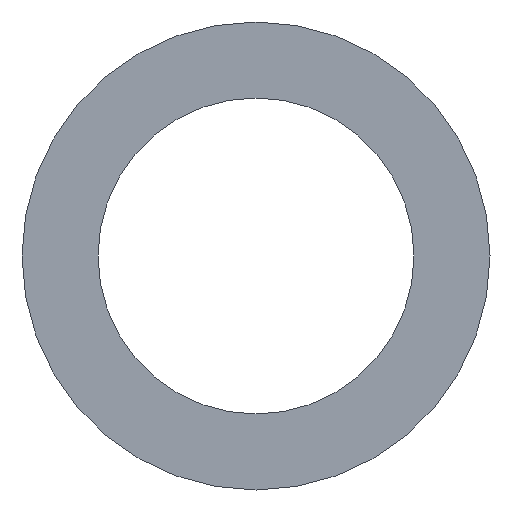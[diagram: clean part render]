
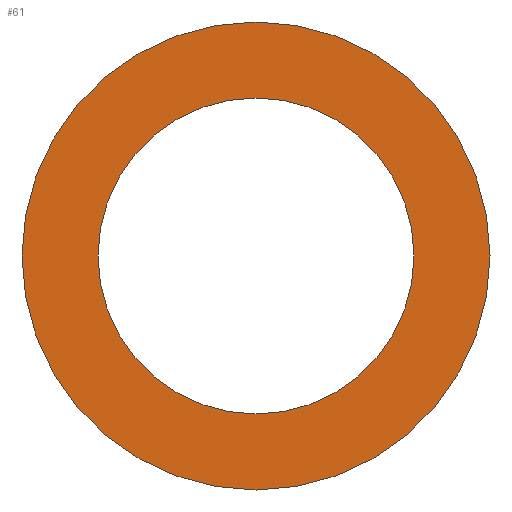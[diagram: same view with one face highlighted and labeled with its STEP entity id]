
A CAD part, front view. The second image highlights one B-rep face of the part: STEP entity #61.
In plain terms, the highlighted planar face has unit normal (0, -1, 0).
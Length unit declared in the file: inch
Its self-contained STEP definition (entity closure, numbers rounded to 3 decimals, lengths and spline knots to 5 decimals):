
#2 = AXIS2_PLACEMENT_3D ( 'NONE', #115, #233, #38 ) ;
#7 = FACE_OUTER_BOUND ( 'NONE', #144, .T. ) ;
#8 = AXIS2_PLACEMENT_3D ( 'NONE', #42, #168, #167 ) ;
#11 = CARTESIAN_POINT ( 'NONE',  ( 0., 0., -0.2755 ) ) ;
#12 = CARTESIAN_POINT ( 'NONE',  ( 0., 0., 0. ) ) ;
#32 = CARTESIAN_POINT ( 'NONE',  ( 0., 0., -0.186 ) ) ;
#38 = DIRECTION ( 'NONE',  ( 0., 0., 1. ) ) ;
#40 = CARTESIAN_POINT ( 'NONE',  ( 0., 0., 0. ) ) ;
#42 = CARTESIAN_POINT ( 'NONE',  ( 0., 0., 0. ) ) ;
#48 = VERTEX_POINT ( 'NONE', #208 ) ;
#54 = ORIENTED_EDGE ( 'NONE', *, *, #238, .F. ) ;
#61 = ADVANCED_FACE ( 'NONE', ( #7, #239 ), #165, .F. ) ;
#73 = EDGE_LOOP ( 'NONE', ( #244, #183 ) ) ;
#91 = CARTESIAN_POINT ( 'NONE',  ( 0., 0., 0.186 ) ) ;
#92 = DIRECTION ( 'NONE',  ( 0., 0., 1. ) ) ;
#94 = DIRECTION ( 'NONE',  ( 0., 0., 1. ) ) ;
#97 = VERTEX_POINT ( 'NONE', #91 ) ;
#99 = DIRECTION ( 'NONE',  ( 0., 0., 1. ) ) ;
#104 = CIRCLE ( 'NONE', #2, 0.186 ) ;
#115 = CARTESIAN_POINT ( 'NONE',  ( 0., 0., 0. ) ) ;
#119 = EDGE_CURVE ( 'NONE', #97, #135, #227, .T. ) ;
#123 = CIRCLE ( 'NONE', #8, 0.2755 ) ;
#131 = VERTEX_POINT ( 'NONE', #11 ) ;
#135 = VERTEX_POINT ( 'NONE', #32 ) ;
#140 = ORIENTED_EDGE ( 'NONE', *, *, #153, .F. ) ;
#143 = DIRECTION ( 'NONE',  ( 0., 1., 0. ) ) ;
#144 = EDGE_LOOP ( 'NONE', ( #54, #140 ) ) ;
#153 = EDGE_CURVE ( 'NONE', #48, #131, #179, .T. ) ;
#160 = DIRECTION ( 'NONE',  ( 0., 1., 0. ) ) ;
#165 = PLANE ( 'NONE',  #177 ) ;
#167 = DIRECTION ( 'NONE',  ( 0., 0., 1. ) ) ;
#168 = DIRECTION ( 'NONE',  ( 0., 1., 0. ) ) ;
#177 = AXIS2_PLACEMENT_3D ( 'NONE', #203, #160, #94 ) ;
#179 = CIRCLE ( 'NONE', #223, 0.2755 ) ;
#183 = ORIENTED_EDGE ( 'NONE', *, *, #119, .T. ) ;
#203 = CARTESIAN_POINT ( 'NONE',  ( 0., 0., 0. ) ) ;
#205 = AXIS2_PLACEMENT_3D ( 'NONE', #12, #143, #92 ) ;
#208 = CARTESIAN_POINT ( 'NONE',  ( 0., 0., 0.2755 ) ) ;
#223 = AXIS2_PLACEMENT_3D ( 'NONE', #40, #246, #99 ) ;
#227 = CIRCLE ( 'NONE', #205, 0.186 ) ;
#233 = DIRECTION ( 'NONE',  ( 0., 1., 0. ) ) ;
#238 = EDGE_CURVE ( 'NONE', #131, #48, #123, .T. ) ;
#239 = FACE_BOUND ( 'NONE', #73, .T. ) ;
#244 = ORIENTED_EDGE ( 'NONE', *, *, #245, .T. ) ;
#245 = EDGE_CURVE ( 'NONE', #135, #97, #104, .T. ) ;
#246 = DIRECTION ( 'NONE',  ( 0., 1., 0. ) ) ;
